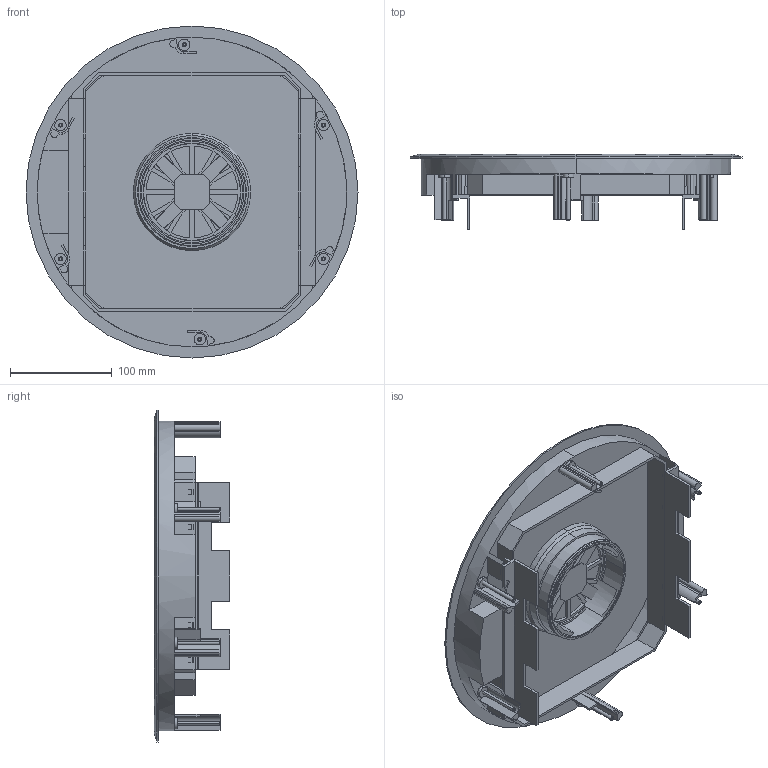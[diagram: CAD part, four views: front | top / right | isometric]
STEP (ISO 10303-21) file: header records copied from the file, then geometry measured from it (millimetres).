
FILE_DESCRIPTION (( 'STEP AP214' ), '1' );
FILE_NAME ('058327.stp', '2016-05-02T09:05:53', ( '' ), ( '' ), 'SwSTEP 2.0', 'SolidWorks 2014', '' );
FILE_SCHEMA (( 'AUTOMOTIVE_DESIGN' ));
Length unit declared in the file: millimetre
Products named in the file (17): 036162_Standard; 036163_Standard; 044159_Standard; 42865KA_Standard; 040099_Standard  mit Ackermann Logo; 058185_Standard; 040140_Standard; 058204_Standard; 036164_Standard; 049079_Standard; 055899_Nur  f〉  optische Darstellung (Tubus Oberteil); 015865_Standard; 036168_Darstellung f〉 Teleskopring; 058327; 42865J_Standard; 040100_Standard; 036160_Standard
Assembly tree (25 placements, depth 3):
  058327
    040140_Standard
      040099_Standard  mit Ackermann Logo
      040100_Standard
    015865_Standard  x2
    044159_Standard  x6
    42865J_Standard
    42865KA_Standard
    036160_Standard
    036168_Darstellung f〉 Teleskopring
    049079_Standard
    058185_Standard
      036163_Standard
      058204_Standard
      036162_Standard  x4
      036164_Standard
      055899_Nur  f〉  optische Darstellung (Tubus Oberteil)
Bounding box: 326 x 74 x 326 mm (x, y, z)
Volume: 638281.7 mm3; surface area: 492149.4 mm2
Topology: 23 solids, 23 shells, 867 faces, 2206 edges, 1434 vertices
Faces by surface type: plane 584, cylinder 148, torus 66, cone 57, bspline 12
Entity records: 18261 total; most frequent: CARTESIAN_POINT 3115, DIRECTION 3030, ORIENTED_EDGE 2890, EDGE_CURVE 1445, AXIS2_PLACEMENT_3D 1019, LINE 992, VECTOR 992, VERTEX_POINT 940
